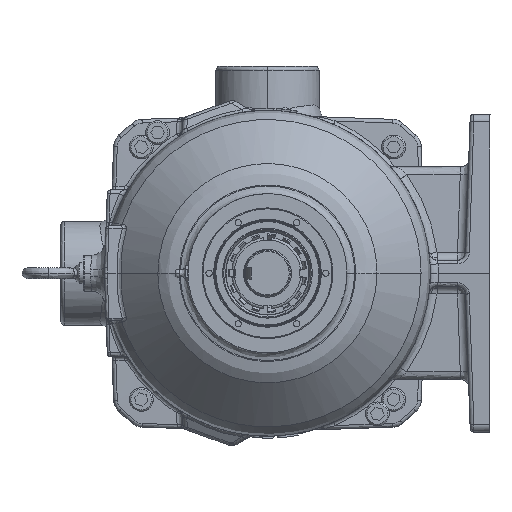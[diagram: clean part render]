
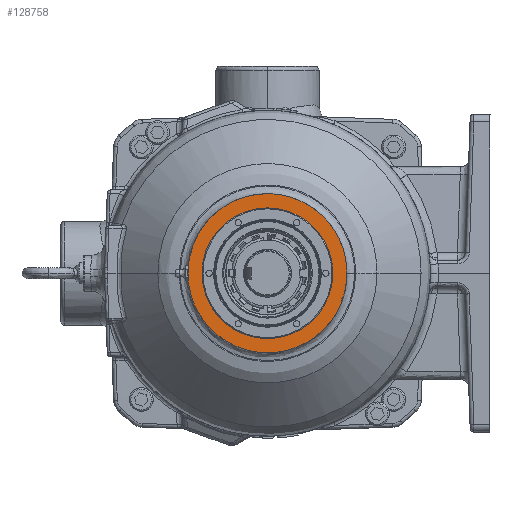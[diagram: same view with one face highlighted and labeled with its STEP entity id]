
A CAD part, left-side view. The second image highlights one B-rep face of the part: STEP entity #128758.
In plain terms, the highlighted planar face has unit normal (-1, 0, 0).
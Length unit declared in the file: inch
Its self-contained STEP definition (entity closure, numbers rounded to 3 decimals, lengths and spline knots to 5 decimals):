
#5185 = CARTESIAN_POINT ( 'NONE',  ( -10.09, -0.35749, -2.48231 ) ) ;
#5654 = CARTESIAN_POINT ( 'NONE',  ( -10.09, 2.35542, -0.8612 ) ) ;
#6597 = VERTEX_POINT ( 'NONE', #132917 ) ;
#12665 = EDGE_CURVE ( 'NONE', #46418, #56746, #17763, .T. ) ;
#15643 = CARTESIAN_POINT ( 'NONE',  ( -10.09, -2.46057, -0.48497 ) ) ;
#15857 = ORIENTED_EDGE ( 'NONE', *, *, #12665, .F. ) ;
#16120 = CARTESIAN_POINT ( 'NONE',  ( -10.09, 0.13002, -2.5098 ) ) ;
#16325 = CARTESIAN_POINT ( 'NONE',  ( -10.09, 0., 0. ) ) ;
#16617 = CARTESIAN_POINT ( 'NONE',  ( -10.09, 2.48173, -0.33067 ) ) ;
#17763 = B_SPLINE_CURVE_WITH_KNOTS ( 'NONE', 5,
 ( #74649, #73900, #73877, #73714, #73599, #73574, #73429, #73406, #73244, #73138, #73116, #72975, #72950, #72787, #72679, #72657, #72523, #72505, #72237, #72210, #72057, #71862, #71760, #71741, #71593, #71574, #71406, #71308, #71291, #71142, #71124, #70962, #70853 ),
 .UNSPECIFIED., .F., .F.,
 ( 6, 3, 3, 3, 3, 3, 3, 3, 3, 3, 6 ),
 ( 0., 0.01395, 0.03445, 0.05496, 0.07547, 0.09597, 0.11648, 0.13699, 0.1575, 0.178, 0.19849 ),
 .UNSPECIFIED. ) ;
#22971 = VERTEX_POINT ( 'NONE', #64215 ) ;
#26697 = CARTESIAN_POINT ( 'NONE',  ( -10.09, -2.25382, -1.09998 ) ) ;
#26770 = ORIENTED_EDGE ( 'NONE', *, *, #36156, .F. ) ;
#27156 = CARTESIAN_POINT ( 'NONE',  ( -10.09, 0.61208, -2.43209 ) ) ;
#27357 = DIRECTION ( 'NONE',  ( 0., 0., -1. ) ) ;
#27632 = CARTESIAN_POINT ( 'NONE',  ( -10.09, 2.5, -0.11037 ) ) ;
#30733 = EDGE_CURVE ( 'NONE', #6597, #22971, #53201, .T. ) ;
#34557 = EDGE_LOOP ( 'NONE', ( #26770, #98679 ) ) ;
#36156 = EDGE_CURVE ( 'NONE', #22971, #6597, #37116, .T. ) ;
#37116 = CIRCLE ( 'NONE', #77550, 2.0575 ) ;
#37621 = CARTESIAN_POINT ( 'NONE',  ( -10.09, -2.00247, -1.5186 ) ) ;
#38091 = CARTESIAN_POINT ( 'NONE',  ( -10.09, 1.2158, -2.19352 ) ) ;
#39473 = CARTESIAN_POINT ( 'NONE',  ( -10.09, 0., 0. ) ) ;
#43874 = CARTESIAN_POINT ( 'NONE',  ( -10.09, -2.5, 0. ) ) ;
#45965 = AXIS2_PLACEMENT_3D ( 'NONE', #39473, #115092, #50279 ) ;
#46418 = VERTEX_POINT ( 'NONE', #75509 ) ;
#48441 = CARTESIAN_POINT ( 'NONE',  ( -10.09, -1.66717, -1.87356 ) ) ;
#48655 = CARTESIAN_POINT ( 'NONE',  ( -10.09, 0., 0. ) ) ;
#48899 = CARTESIAN_POINT ( 'NONE',  ( -10.09, 1.62077, -1.92071 ) ) ;
#49817 = PLANE ( 'NONE',  #45965 ) ;
#50279 = DIRECTION ( 'NONE',  ( 0., 0., -1. ) ) ;
#53201 = CIRCLE ( 'NONE', #104284, 2.0575 ) ;
#56746 = VERTEX_POINT ( 'NONE', #43874 ) ;
#59269 = CARTESIAN_POINT ( 'NONE',  ( -10.09, -1.13045, -2.2387 ) ) ;
#59479 = DIRECTION ( 'NONE',  ( 0., 0., -1. ) ) ;
#59731 = CARTESIAN_POINT ( 'NONE',  ( -10.09, 1.95779, -1.56739 ) ) ;
#60035 = EDGE_LOOP ( 'NONE', ( #15857, #120523 ) ) ;
#64215 = CARTESIAN_POINT ( 'NONE',  ( -10.09, 0., -2.0575 ) ) ;
#70144 = CARTESIAN_POINT ( 'NONE',  ( -10.09, -0.67716, -2.42022 ) ) ;
#70615 = CARTESIAN_POINT ( 'NONE',  ( -10.09, 2.2945, -1.0124 ) ) ;
#70853 = CARTESIAN_POINT ( 'NONE',  ( -10.09, -2.5, 0. ) ) ;
#70962 = CARTESIAN_POINT ( 'NONE',  ( -10.09, -2.5, 0.16213 ) ) ;
#71124 = CARTESIAN_POINT ( 'NONE',  ( -10.09, -2.48686, 0.32426 ) ) ;
#71142 = CARTESIAN_POINT ( 'NONE',  ( -10.09, -2.46057, 0.48497 ) ) ;
#71291 = CARTESIAN_POINT ( 'NONE',  ( -10.09, -2.38214, 0.80086 ) ) ;
#71308 = CARTESIAN_POINT ( 'NONE',  ( -10.09, -2.25382, 1.09998 ) ) ;
#71406 = CARTESIAN_POINT ( 'NONE',  ( -10.09, -2.17761, 1.24407 ) ) ;
#71574 = CARTESIAN_POINT ( 'NONE',  ( -10.09, -2.00247, 1.5186 ) ) ;
#71593 = CARTESIAN_POINT ( 'NONE',  ( -10.09, -1.78536, 1.7613 ) ) ;
#71741 = CARTESIAN_POINT ( 'NONE',  ( -10.09, -1.66717, 1.87356 ) ) ;
#71760 = CARTESIAN_POINT ( 'NONE',  ( -10.09, -1.41362, 2.0779 ) ) ;
#71862 = CARTESIAN_POINT ( 'NONE',  ( -10.09, -1.13045, 2.2387 ) ) ;
#72057 = CARTESIAN_POINT ( 'NONE',  ( -10.09, -0.98263, 2.3074 ) ) ;
#72210 = CARTESIAN_POINT ( 'NONE',  ( -10.09, -0.67716, 2.42022 ) ) ;
#72237 = CARTESIAN_POINT ( 'NONE',  ( -10.09, -0.35749, 2.48231 ) ) ;
#72505 = CARTESIAN_POINT ( 'NONE',  ( -10.09, -0.19548, 2.50029 ) ) ;
#72523 = CARTESIAN_POINT ( 'NONE',  ( -10.09, 0.13002, 2.5098 ) ) ;
#72657 = CARTESIAN_POINT ( 'NONE',  ( -10.09, 0.45279, 2.46671 ) ) ;
#72679 = CARTESIAN_POINT ( 'NONE',  ( -10.09, 0.61208, 2.43209 ) ) ;
#72787 = CARTESIAN_POINT ( 'NONE',  ( -10.09, 0.92362, 2.3373 ) ) ;
#72950 = CARTESIAN_POINT ( 'NONE',  ( -10.09, 1.2158, 2.19352 ) ) ;
#72975 = CARTESIAN_POINT ( 'NONE',  ( -10.09, 1.35572, 2.1099 ) ) ;
#73116 = CARTESIAN_POINT ( 'NONE',  ( -10.09, 1.62077, 1.92071 ) ) ;
#73138 = CARTESIAN_POINT ( 'NONE',  ( -10.09, 1.85184, 1.69126 ) ) ;
#73244 = CARTESIAN_POINT ( 'NONE',  ( -10.09, 1.95779, 1.56739 ) ) ;
#73406 = CARTESIAN_POINT ( 'NONE',  ( -10.09, 2.14866, 1.30355 ) ) ;
#73429 = CARTESIAN_POINT ( 'NONE',  ( -10.09, 2.2945, 1.0124 ) ) ;
#73574 = CARTESIAN_POINT ( 'NONE',  ( -10.09, 2.35542, 0.8612 ) ) ;
#73599 = CARTESIAN_POINT ( 'NONE',  ( -10.09, 2.43671, 0.60001 ) ) ;
#73714 = CARTESIAN_POINT ( 'NONE',  ( -10.09, 2.48173, 0.33067 ) ) ;
#73877 = CARTESIAN_POINT ( 'NONE',  ( -10.09, 2.49391, 0.22074 ) ) ;
#73900 = CARTESIAN_POINT ( 'NONE',  ( -10.09, 2.5, 0.11037 ) ) ;
#74649 = CARTESIAN_POINT ( 'NONE',  ( -10.09, 2.5, 0. ) ) ;
#75509 = CARTESIAN_POINT ( 'NONE',  ( -10.09, 2.5, 0. ) ) ;
#77550 = AXIS2_PLACEMENT_3D ( 'NONE', #48655, #124276, #59479 ) ;
#80573 = CARTESIAN_POINT ( 'NONE',  ( -10.09, -2.48686, -0.32426 ) ) ;
#81038 = CARTESIAN_POINT ( 'NONE',  ( -10.09, -0.19548, -2.50029 ) ) ;
#81490 = CARTESIAN_POINT ( 'NONE',  ( -10.09, 2.43671, -0.60001 ) ) ;
#91428 = CARTESIAN_POINT ( 'NONE',  ( -10.09, -2.38214, -0.80086 ) ) ;
#91898 = CARTESIAN_POINT ( 'NONE',  ( -10.09, 0.45279, -2.46671 ) ) ;
#92091 = DIRECTION ( 'NONE',  ( -1., 0., 0. ) ) ;
#92359 = CARTESIAN_POINT ( 'NONE',  ( -10.09, 2.49391, -0.22074 ) ) ;
#98679 = ORIENTED_EDGE ( 'NONE', *, *, #30733, .F. ) ;
#101870 = CARTESIAN_POINT ( 'NONE',  ( -10.09, -2.5, -0.16213 ) ) ;
#102337 = CARTESIAN_POINT ( 'NONE',  ( -10.09, -2.17761, -1.24407 ) ) ;
#102806 = CARTESIAN_POINT ( 'NONE',  ( -10.09, 0.92362, -2.3373 ) ) ;
#103260 = CARTESIAN_POINT ( 'NONE',  ( -10.09, 2.5, 0. ) ) ;
#104284 = AXIS2_PLACEMENT_3D ( 'NONE', #16325, #92091, #27357 ) ;
#108901 = FACE_BOUND ( 'NONE', #34557, .T. ) ;
#112292 = FACE_OUTER_BOUND ( 'NONE', #60035, .T. ) ;
#113204 = CARTESIAN_POINT ( 'NONE',  ( -10.09, -1.78536, -1.7613 ) ) ;
#113663 = CARTESIAN_POINT ( 'NONE',  ( -10.09, 1.35572, -2.1099 ) ) ;
#115092 = DIRECTION ( 'NONE',  ( 1., 0., 0. ) ) ;
#119967 = EDGE_CURVE ( 'NONE', #56746, #46418, #136448, .T. ) ;
#120523 = ORIENTED_EDGE ( 'NONE', *, *, #119967, .F. ) ;
#124064 = CARTESIAN_POINT ( 'NONE',  ( -10.09, -1.41362, -2.0779 ) ) ;
#124276 = DIRECTION ( 'NONE',  ( -1., 0., 0. ) ) ;
#124521 = CARTESIAN_POINT ( 'NONE',  ( -10.09, 1.85184, -1.69126 ) ) ;
#128758 = ADVANCED_FACE ( 'NONE', ( #112292, #108901 ), #49817, .F. ) ;
#132917 = CARTESIAN_POINT ( 'NONE',  ( -10.09, 0., 2.0575 ) ) ;
#134511 = CARTESIAN_POINT ( 'NONE',  ( -10.09, -2.5, 0. ) ) ;
#134981 = CARTESIAN_POINT ( 'NONE',  ( -10.09, -0.98263, -2.3074 ) ) ;
#135448 = CARTESIAN_POINT ( 'NONE',  ( -10.09, 2.14866, -1.30355 ) ) ;
#136448 = B_SPLINE_CURVE_WITH_KNOTS ( 'NONE', 5,
 ( #134511, #101870, #80573, #15643, #91428, #26697, #102337, #37621, #113204, #48441, #124064, #59269, #134981, #70144, #5185, #81038, #16120, #91898, #27156, #102806, #38091, #113663, #48899, #124521, #59731, #135448, #70615, #5654, #81490, #16617, #92359, #27632, #103260 ),
 .UNSPECIFIED., .F., .F.,
 ( 6, 3, 3, 3, 3, 3, 3, 3, 3, 3, 6 ),
 ( 0., 0.02049, 0.04099, 0.0615, 0.08201, 0.10251, 0.12302, 0.14353, 0.16404, 0.18454, 0.19849 ),
 .UNSPECIFIED. ) ;
